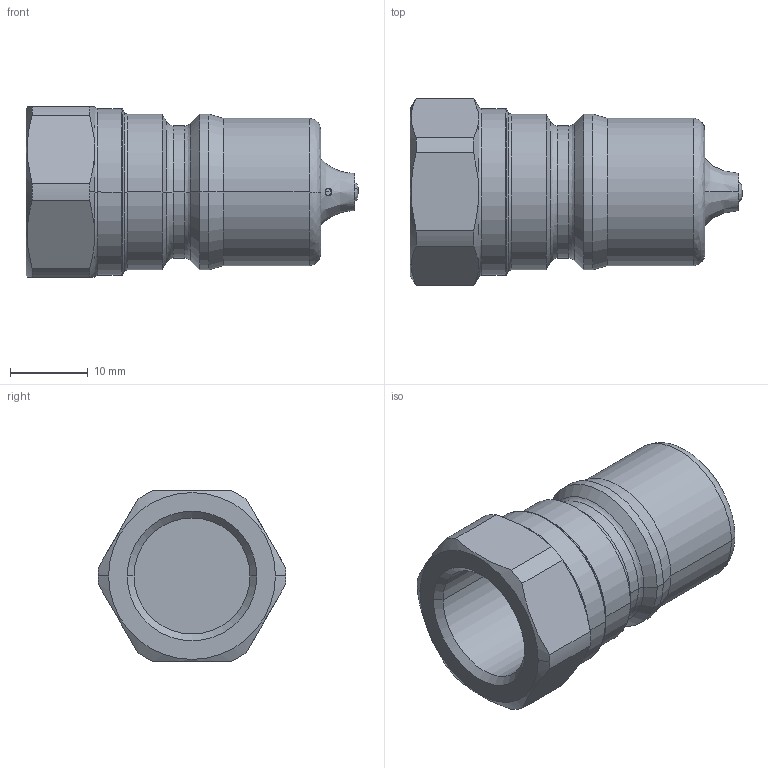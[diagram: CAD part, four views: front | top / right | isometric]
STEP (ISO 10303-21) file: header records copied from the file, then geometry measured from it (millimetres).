
FILE_DESCRIPTION (( 'STEP AP214' ), '1' );
FILE_NAME ('IB3821 V.STEP', '2015-09-02T07:34:19', ( 'admin' ), ( 'Microsoft' ), 'SwSTEP 2.0', 'SolidWorks 2009', '' );
FILE_SCHEMA (( 'AUTOMOTIVE_DESIGN' ));
Length unit declared in the file: millimetre
Products named in the file (1): IB3821 V
Bounding box: 42.8 x 24.2 x 22 mm (x, y, z)
Volume: 9917.8 mm3; surface area: 3951.3 mm2
Topology: 1 solids, 1 shells, 88 faces, 188 edges, 110 vertices
Faces by surface type: cylinder 31, cone 27, bspline 16, plane 14
Entity records: 2796 total; most frequent: CARTESIAN_POINT 909, DIRECTION 412, ORIENTED_EDGE 376, EDGE_CURVE 188, AXIS2_PLACEMENT_3D 175, VERTEX_POINT 110, CIRCLE 102, EDGE_LOOP 96
